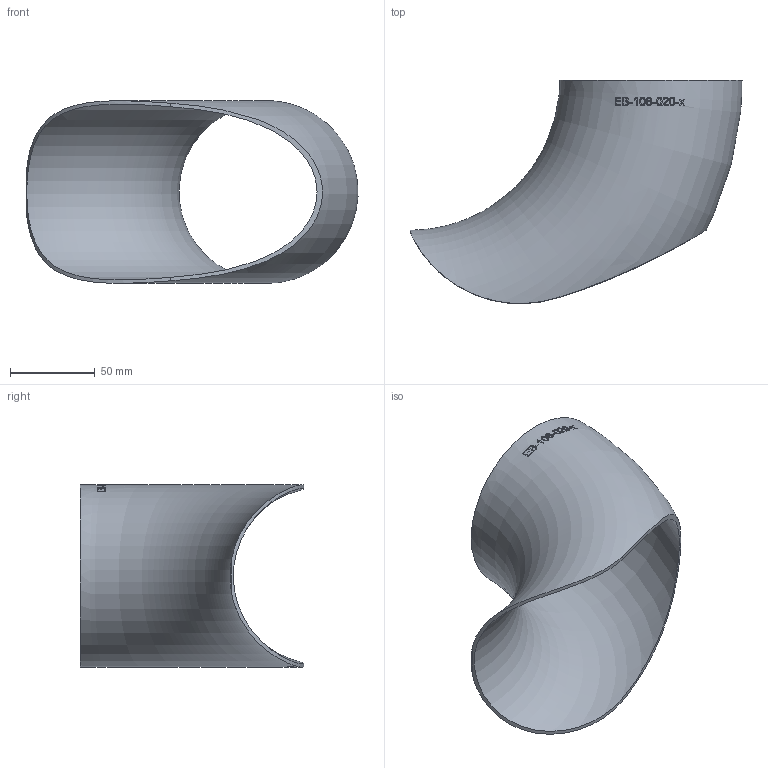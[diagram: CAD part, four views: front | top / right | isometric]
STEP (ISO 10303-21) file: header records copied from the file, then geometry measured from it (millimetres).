
FILE_DESCRIPTION (( 'STEP AP214' ), '1' );
FILE_NAME ('EB-108-020-x Einschweissbogen 2210.STEP', '2022-10-19T10:28:46', ( '' ), ( '' ), 'SwSTEP 2.0', 'SolidWorks 2019', '' );
FILE_SCHEMA (( 'AUTOMOTIVE_DESIGN' ));
Length unit declared in the file: millimetre
Products named in the file (1): EB-108-020-x Einschweissbogen 2210
Bounding box: 196.44 x 132.12 x 108.02 mm (x, y, z)
Volume: 91367.7 mm3; surface area: 93326.1 mm2
Topology: 1 solids, 1 shells, 149 faces, 390 edges, 260 vertices
Faces by surface type: bspline 125, torus 21, plane 2, cylinder 1
Entity records: 21589 total; most frequent: CARTESIAN_POINT 17537, ORIENTED_EDGE 766, EDGE_CURVE 383, B_SPLINE_CURVE_WITH_KNOTS 377, VERTEX_POINT 256, EDGE_LOOP 171, FACE_OUTER_BOUND 151, ADVANCED_FACE 149
